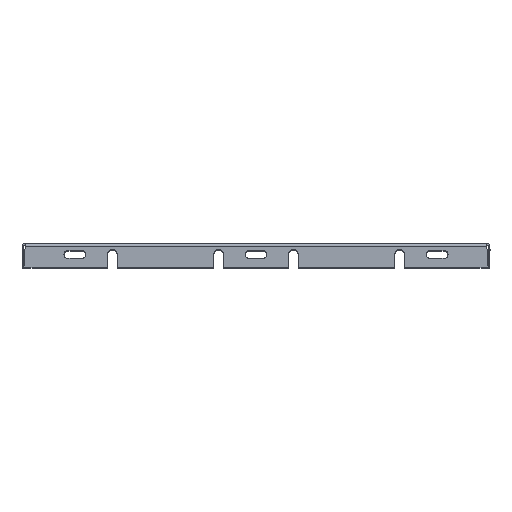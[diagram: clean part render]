
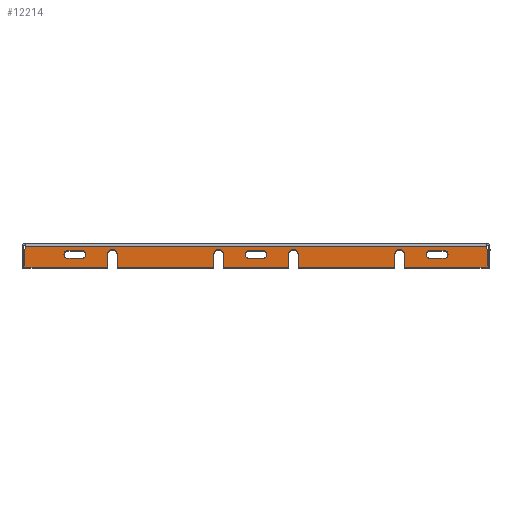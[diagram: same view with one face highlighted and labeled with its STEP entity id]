
A CAD part, top view. The second image highlights one B-rep face of the part: STEP entity #12214.
In plain terms, the highlighted planar face has unit normal (0, 0, 1).
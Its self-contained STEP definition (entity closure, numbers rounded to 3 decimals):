
#2769=CARTESIAN_POINT('',(19.02,0.8,12.93));
#2777=CARTESIAN_POINT('',(-19.02,0.8,12.93));
#2798=CARTESIAN_POINT('',(-11.83,0.1,12.93));
#2799=DIRECTION('',(0.,0.,1.));
#2800=DIRECTION('',(1.,0.,0.));
#2801=AXIS2_PLACEMENT_3D('',#2798,#2799,#2800);
#2803=DIRECTION('',(0.,-1.,0.));
#2804=VECTOR('',#2803,1.1);
#2805=CARTESIAN_POINT('',(-12.23,0.1,12.93));
#2806=LINE('',#2805,#2804);
#2807=DIRECTION('',(-1.,0.,0.));
#2808=VECTOR('',#2807,6.89);
#2809=CARTESIAN_POINT('',(-12.23,-1.,12.93));
#2810=LINE('',#2809,#2808);
#2811=DIRECTION('',(0.056,0.998,0.));
#2812=VECTOR('',#2811,1.803);
#2813=CARTESIAN_POINT('',(-19.12,-1.,12.93));
#2814=LINE('',#2813,#2812);
#2815=DIRECTION('',(1.,0.,0.));
#2816=VECTOR('',#2815,38.039);
#2817=CARTESIAN_POINT('',(-19.02,0.8,12.93));
#2818=LINE('',#2817,#2816);
#2819=DIRECTION('',(0.056,-0.998,0.));
#2820=VECTOR('',#2819,1.803);
#2821=CARTESIAN_POINT('',(19.02,0.8,12.93));
#2822=LINE('',#2821,#2820);
#2823=DIRECTION('',(-1.,0.,0.));
#2824=VECTOR('',#2823,6.89);
#2825=CARTESIAN_POINT('',(19.12,-1.,12.93));
#2826=LINE('',#2825,#2824);
#2827=CARTESIAN_POINT('',(11.83,0.1,12.93));
#2828=DIRECTION('',(0.,0.,1.));
#2829=DIRECTION('',(1.,0.,0.));
#2830=AXIS2_PLACEMENT_3D('',#2827,#2828,#2829);
#2832=DIRECTION('',(0.,-1.,0.));
#2833=VECTOR('',#2832,1.1);
#2834=CARTESIAN_POINT('',(11.43,0.1,12.93));
#2835=LINE('',#2834,#2833);
#2836=CARTESIAN_POINT('',(3.08,0.1,12.93));
#2837=DIRECTION('',(0.,0.,1.));
#2838=DIRECTION('',(1.,0.,0.));
#2839=AXIS2_PLACEMENT_3D('',#2836,#2837,#2838);
#2841=DIRECTION('',(0.,-1.,0.));
#2842=VECTOR('',#2841,1.1);
#2843=CARTESIAN_POINT('',(2.68,0.1,12.93));
#2844=LINE('',#2843,#2842);
#2845=DIRECTION('',(-1.,0.,0.));
#2846=VECTOR('',#2845,5.36);
#2847=CARTESIAN_POINT('',(2.68,-1.,12.93));
#2848=LINE('',#2847,#2846);
#2849=CARTESIAN_POINT('',(-3.08,0.1,12.93));
#2850=DIRECTION('',(0.,0.,1.));
#2851=DIRECTION('',(1.,0.,0.));
#2852=AXIS2_PLACEMENT_3D('',#2849,#2850,#2851);
#2854=DIRECTION('',(0.,-1.,0.));
#2855=VECTOR('',#2854,1.1);
#2856=CARTESIAN_POINT('',(-3.48,0.1,12.93));
#2857=LINE('',#2856,#2855);
#2858=DIRECTION('',(-1.,0.,0.));
#2859=VECTOR('',#2858,7.95);
#2860=CARTESIAN_POINT('',(-3.48,-1.,12.93));
#2861=LINE('',#2860,#2859);
#2862=DIRECTION('',(-1.,0.,0.));
#2863=VECTOR('',#2862,1.13);
#2864=CARTESIAN_POINT('',(-14.365,0.425,12.93));
#2865=LINE('',#2864,#2863);
#2866=CARTESIAN_POINT('',(-15.495,0.1,12.93));
#2867=DIRECTION('',(0.,0.,1.));
#2868=DIRECTION('',(0.,1.,0.));
#2869=AXIS2_PLACEMENT_3D('',#2866,#2867,#2868);
#2871=DIRECTION('',(1.,0.,0.));
#2872=VECTOR('',#2871,1.13);
#2873=CARTESIAN_POINT('',(-15.495,-0.225,12.93));
#2874=LINE('',#2873,#2872);
#2875=CARTESIAN_POINT('',(-14.365,0.1,12.93));
#2876=DIRECTION('',(0.,0.,1.));
#2877=DIRECTION('',(0.,-1.,0.));
#2878=AXIS2_PLACEMENT_3D('',#2875,#2876,#2877);
#2880=DIRECTION('',(-1.,0.,0.));
#2881=VECTOR('',#2880,1.13);
#2882=CARTESIAN_POINT('',(15.495,0.425,12.93));
#2883=LINE('',#2882,#2881);
#2884=CARTESIAN_POINT('',(14.365,0.1,12.93));
#2885=DIRECTION('',(0.,0.,1.));
#2886=DIRECTION('',(0.,1.,0.));
#2887=AXIS2_PLACEMENT_3D('',#2884,#2885,#2886);
#2889=DIRECTION('',(1.,0.,0.));
#2890=VECTOR('',#2889,1.13);
#2891=CARTESIAN_POINT('',(14.365,-0.225,12.93));
#2892=LINE('',#2891,#2890);
#2893=CARTESIAN_POINT('',(15.495,0.1,12.93));
#2894=DIRECTION('',(0.,0.,1.));
#2895=DIRECTION('',(0.,-1.,0.));
#2896=AXIS2_PLACEMENT_3D('',#2893,#2894,#2895);
#2898=DIRECTION('',(-1.,0.,0.));
#2899=VECTOR('',#2898,1.13);
#2900=CARTESIAN_POINT('',(0.565,0.425,12.93));
#2901=LINE('',#2900,#2899);
#2902=CARTESIAN_POINT('',(-0.565,0.1,12.93));
#2903=DIRECTION('',(0.,0.,1.));
#2904=DIRECTION('',(0.,1.,0.));
#2905=AXIS2_PLACEMENT_3D('',#2902,#2903,#2904);
#2907=DIRECTION('',(1.,0.,0.));
#2908=VECTOR('',#2907,1.13);
#2909=CARTESIAN_POINT('',(-0.565,-0.225,12.93));
#2910=LINE('',#2909,#2908);
#2911=CARTESIAN_POINT('',(0.565,0.1,12.93));
#2912=DIRECTION('',(0.,0.,1.));
#2913=DIRECTION('',(0.,-1.,0.));
#2914=AXIS2_PLACEMENT_3D('',#2911,#2912,#2913);
#2924=DIRECTION('',(0.,-1.,0.));
#2925=VECTOR('',#2924,1.1);
#2926=CARTESIAN_POINT('',(-11.43,0.1,12.93));
#2927=LINE('',#2926,#2925);
#2952=DIRECTION('',(0.,-1.,0.));
#2953=VECTOR('',#2952,1.1);
#2954=CARTESIAN_POINT('',(-2.68,0.1,12.93));
#2955=LINE('',#2954,#2953);
#2980=DIRECTION('',(0.,-1.,0.));
#2981=VECTOR('',#2980,1.1);
#2982=CARTESIAN_POINT('',(3.48,0.1,12.93));
#2983=LINE('',#2982,#2981);
#2988=DIRECTION('',(1.,0.,0.));
#2989=VECTOR('',#2988,7.95);
#2990=CARTESIAN_POINT('',(3.48,-1.,12.93));
#2991=LINE('',#2990,#2989);
#3008=DIRECTION('',(0.,-1.,0.));
#3009=VECTOR('',#3008,1.1);
#3010=CARTESIAN_POINT('',(12.23,0.1,12.93));
#3011=LINE('',#3010,#3009);
#8474=VERTEX_POINT('',#2769);
#8476=VERTEX_POINT('',#2777);
#8479=CARTESIAN_POINT('',(-19.12,-1.,12.93));
#8480=VERTEX_POINT('',#8479);
#8483=CARTESIAN_POINT('',(-11.43,0.1,12.93));
#8484=CARTESIAN_POINT('',(-12.23,0.1,12.93));
#8485=VERTEX_POINT('',#8483);
#8486=VERTEX_POINT('',#8484);
#8487=CARTESIAN_POINT('',(-12.23,-1.,12.93));
#8488=VERTEX_POINT('',#8487);
#8489=CARTESIAN_POINT('',(19.12,-1.,12.93));
#8490=VERTEX_POINT('',#8489);
#8491=CARTESIAN_POINT('',(12.23,-1.,12.93));
#8492=VERTEX_POINT('',#8491);
#8493=CARTESIAN_POINT('',(12.23,0.1,12.93));
#8494=VERTEX_POINT('',#8493);
#8495=CARTESIAN_POINT('',(11.43,0.1,12.93));
#8496=VERTEX_POINT('',#8495);
#8497=CARTESIAN_POINT('',(11.43,-1.,12.93));
#8498=VERTEX_POINT('',#8497);
#8499=CARTESIAN_POINT('',(3.48,-1.,12.93));
#8500=VERTEX_POINT('',#8499);
#8501=CARTESIAN_POINT('',(3.48,0.1,12.93));
#8502=VERTEX_POINT('',#8501);
#8503=CARTESIAN_POINT('',(2.68,0.1,12.93));
#8504=VERTEX_POINT('',#8503);
#8505=CARTESIAN_POINT('',(2.68,-1.,12.93));
#8506=VERTEX_POINT('',#8505);
#8507=CARTESIAN_POINT('',(-2.68,-1.,12.93));
#8508=VERTEX_POINT('',#8507);
#8509=CARTESIAN_POINT('',(-2.68,0.1,12.93));
#8510=VERTEX_POINT('',#8509);
#8511=CARTESIAN_POINT('',(-3.48,0.1,12.93));
#8512=VERTEX_POINT('',#8511);
#8513=CARTESIAN_POINT('',(-3.48,-1.,12.93));
#8514=VERTEX_POINT('',#8513);
#8515=CARTESIAN_POINT('',(-11.43,-1.,12.93));
#8516=VERTEX_POINT('',#8515);
#8517=CARTESIAN_POINT('',(-14.365,0.425,12.93));
#8518=CARTESIAN_POINT('',(-15.495,0.425,12.93));
#8519=VERTEX_POINT('',#8517);
#8520=VERTEX_POINT('',#8518);
#8521=CARTESIAN_POINT('',(-15.495,-0.225,12.93));
#8522=VERTEX_POINT('',#8521);
#8523=CARTESIAN_POINT('',(-14.365,-0.225,12.93));
#8524=VERTEX_POINT('',#8523);
#8525=CARTESIAN_POINT('',(15.495,0.425,12.93));
#8526=CARTESIAN_POINT('',(14.365,0.425,12.93));
#8527=VERTEX_POINT('',#8525);
#8528=VERTEX_POINT('',#8526);
#8529=CARTESIAN_POINT('',(14.365,-0.225,12.93));
#8530=VERTEX_POINT('',#8529);
#8531=CARTESIAN_POINT('',(15.495,-0.225,12.93));
#8532=VERTEX_POINT('',#8531);
#8533=CARTESIAN_POINT('',(0.565,0.425,12.93));
#8534=CARTESIAN_POINT('',(-0.565,0.425,12.93));
#8535=VERTEX_POINT('',#8533);
#8536=VERTEX_POINT('',#8534);
#8537=CARTESIAN_POINT('',(-0.565,-0.225,12.93));
#8538=VERTEX_POINT('',#8537);
#8539=CARTESIAN_POINT('',(0.565,-0.225,12.93));
#8540=VERTEX_POINT('',#8539);
#12139=CARTESIAN_POINT('',(19.08,0.8,12.93));
#12140=DIRECTION('',(0.,0.,1.));
#12141=DIRECTION('',(0.,-1.,0.));
#12142=AXIS2_PLACEMENT_3D('',#12139,#12140,#12141);
#12143=PLANE('',#12142);
#12145=ORIENTED_EDGE('',*,*,#12144,.T.);
#12147=ORIENTED_EDGE('',*,*,#12146,.T.);
#12149=ORIENTED_EDGE('',*,*,#12148,.T.);
#12150=ORIENTED_EDGE('',*,*,#12129,.T.);
#12151=ORIENTED_EDGE('',*,*,#12085,.T.);
#12153=ORIENTED_EDGE('',*,*,#12152,.T.);
#12155=ORIENTED_EDGE('',*,*,#12154,.T.);
#12157=ORIENTED_EDGE('',*,*,#12156,.F.);
#12159=ORIENTED_EDGE('',*,*,#12158,.T.);
#12161=ORIENTED_EDGE('',*,*,#12160,.T.);
#12163=ORIENTED_EDGE('',*,*,#12162,.F.);
#12165=ORIENTED_EDGE('',*,*,#12164,.F.);
#12167=ORIENTED_EDGE('',*,*,#12166,.T.);
#12169=ORIENTED_EDGE('',*,*,#12168,.T.);
#12171=ORIENTED_EDGE('',*,*,#12170,.T.);
#12173=ORIENTED_EDGE('',*,*,#12172,.F.);
#12175=ORIENTED_EDGE('',*,*,#12174,.T.);
#12177=ORIENTED_EDGE('',*,*,#12176,.T.);
#12179=ORIENTED_EDGE('',*,*,#12178,.T.);
#12181=ORIENTED_EDGE('',*,*,#12180,.F.);
#12182=EDGE_LOOP('',(#12145,#12147,#12149,#12150,#12151,#12153,#12155,#12157,
#12159,#12161,#12163,#12165,#12167,#12169,#12171,#12173,#12175,#12177,#12179,
#12181));
#12183=FACE_OUTER_BOUND('',#12182,.F.);
#12185=ORIENTED_EDGE('',*,*,#12184,.T.);
#12187=ORIENTED_EDGE('',*,*,#12186,.T.);
#12189=ORIENTED_EDGE('',*,*,#12188,.T.);
#12191=ORIENTED_EDGE('',*,*,#12190,.T.);
#12192=EDGE_LOOP('',(#12185,#12187,#12189,#12191));
#12193=FACE_BOUND('',#12192,.F.);
#12195=ORIENTED_EDGE('',*,*,#12194,.T.);
#12197=ORIENTED_EDGE('',*,*,#12196,.T.);
#12199=ORIENTED_EDGE('',*,*,#12198,.T.);
#12201=ORIENTED_EDGE('',*,*,#12200,.T.);
#12202=EDGE_LOOP('',(#12195,#12197,#12199,#12201));
#12203=FACE_BOUND('',#12202,.F.);
#12205=ORIENTED_EDGE('',*,*,#12204,.T.);
#12207=ORIENTED_EDGE('',*,*,#12206,.T.);
#12209=ORIENTED_EDGE('',*,*,#12208,.T.);
#12211=ORIENTED_EDGE('',*,*,#12210,.T.);
#12212=EDGE_LOOP('',(#12205,#12207,#12209,#12211));
#12213=FACE_BOUND('',#12212,.F.);
#2802=CIRCLE('',#2801,0.4);
#2831=CIRCLE('',#2830,0.4);
#2840=CIRCLE('',#2839,0.4);
#2853=CIRCLE('',#2852,0.4);
#2870=CIRCLE('',#2869,0.325);
#2879=CIRCLE('',#2878,0.325);
#2888=CIRCLE('',#2887,0.325);
#2897=CIRCLE('',#2896,0.325);
#2906=CIRCLE('',#2905,0.325);
#2915=CIRCLE('',#2914,0.325);
#12085=EDGE_CURVE('',#8476,#8474,#2818,.T.);
#12129=EDGE_CURVE('',#8480,#8476,#2814,.T.);
#12144=EDGE_CURVE('',#8485,#8486,#2802,.T.);
#12146=EDGE_CURVE('',#8486,#8488,#2806,.T.);
#12148=EDGE_CURVE('',#8488,#8480,#2810,.T.);
#12152=EDGE_CURVE('',#8474,#8490,#2822,.T.);
#12154=EDGE_CURVE('',#8490,#8492,#2826,.T.);
#12156=EDGE_CURVE('',#8494,#8492,#3011,.T.);
#12158=EDGE_CURVE('',#8494,#8496,#2831,.T.);
#12160=EDGE_CURVE('',#8496,#8498,#2835,.T.);
#12162=EDGE_CURVE('',#8500,#8498,#2991,.T.);
#12164=EDGE_CURVE('',#8502,#8500,#2983,.T.);
#12166=EDGE_CURVE('',#8502,#8504,#2840,.T.);
#12168=EDGE_CURVE('',#8504,#8506,#2844,.T.);
#12170=EDGE_CURVE('',#8506,#8508,#2848,.T.);
#12172=EDGE_CURVE('',#8510,#8508,#2955,.T.);
#12174=EDGE_CURVE('',#8510,#8512,#2853,.T.);
#12176=EDGE_CURVE('',#8512,#8514,#2857,.T.);
#12178=EDGE_CURVE('',#8514,#8516,#2861,.T.);
#12180=EDGE_CURVE('',#8485,#8516,#2927,.T.);
#12184=EDGE_CURVE('',#8519,#8520,#2865,.T.);
#12186=EDGE_CURVE('',#8520,#8522,#2870,.T.);
#12188=EDGE_CURVE('',#8522,#8524,#2874,.T.);
#12190=EDGE_CURVE('',#8524,#8519,#2879,.T.);
#12194=EDGE_CURVE('',#8527,#8528,#2883,.T.);
#12196=EDGE_CURVE('',#8528,#8530,#2888,.T.);
#12198=EDGE_CURVE('',#8530,#8532,#2892,.T.);
#12200=EDGE_CURVE('',#8532,#8527,#2897,.T.);
#12204=EDGE_CURVE('',#8535,#8536,#2901,.T.);
#12206=EDGE_CURVE('',#8536,#8538,#2906,.T.);
#12208=EDGE_CURVE('',#8538,#8540,#2910,.T.);
#12210=EDGE_CURVE('',#8540,#8535,#2915,.T.);
#12214=ADVANCED_FACE('',(#12183,#12193,#12203,#12213),#12143,.T.);
